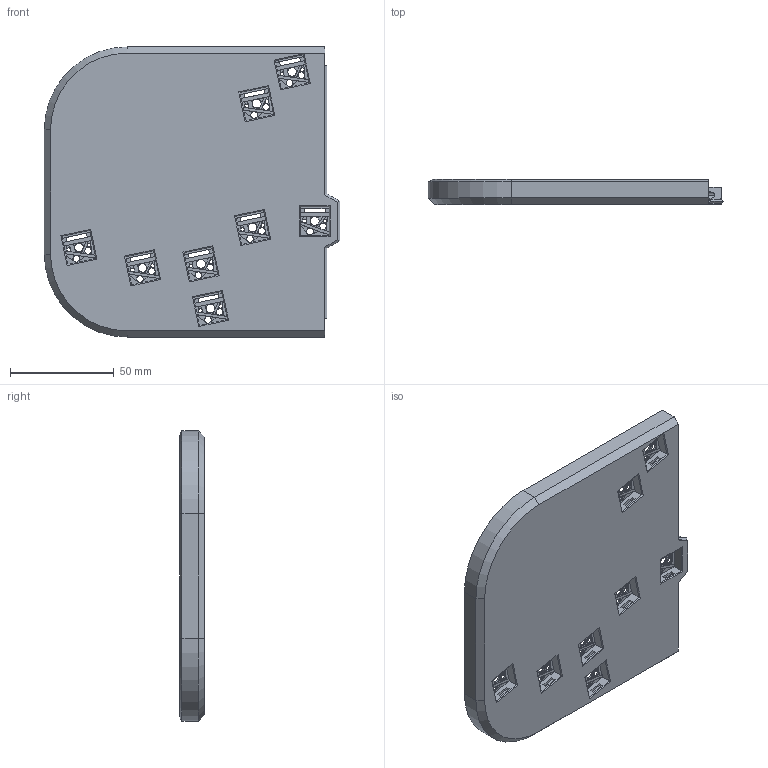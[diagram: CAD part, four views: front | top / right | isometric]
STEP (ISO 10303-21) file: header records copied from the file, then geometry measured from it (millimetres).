
FILE_DESCRIPTION (( 'STEP AP214' ), '1' );
FILE_NAME ('BubbleBox V4 SCR LH WASD.STEP', '2023-03-24T03:13:36', ( '' ), ( '' ), 'SwSTEP 2.0', 'SolidWorks 2022', '' );
FILE_SCHEMA (( 'AUTOMOTIVE_DESIGN' ));
Length unit declared in the file: millimetre
Products named in the file (1): BubbleBox V4 SCR LH WASD
Bounding box: 142.5 x 12 x 140 mm (x, y, z)
Volume: 69150.1 mm3; surface area: 50829.7 mm2
Topology: 1 solids, 1 shells, 908 faces, 2538 edges, 1662 vertices
Faces by surface type: plane 745, cylinder 132, cone 31
Entity records: 28960 total; most frequent: CARTESIAN_POINT 5169, ORIENTED_EDGE 5076, DIRECTION 4633, EDGE_CURVE 2538, LINE 2221, VECTOR 2221, VERTEX_POINT 1662, AXIS2_PLACEMENT_3D 1206
